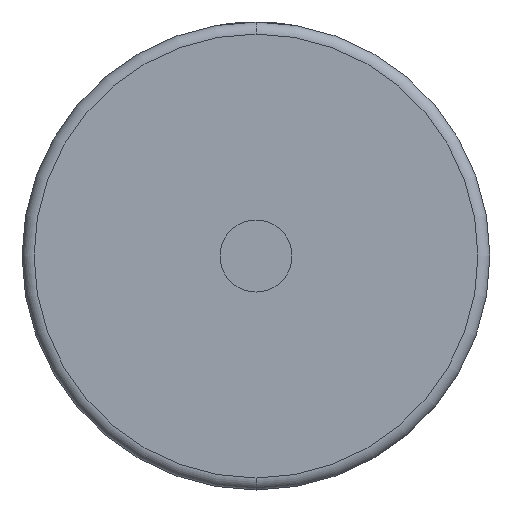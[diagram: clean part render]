
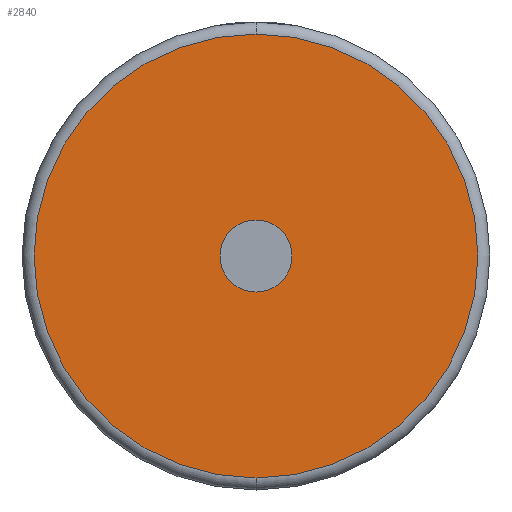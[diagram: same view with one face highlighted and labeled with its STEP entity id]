
A CAD part, front view. The second image highlights one B-rep face of the part: STEP entity #2840.
In plain terms, the highlighted planar face has unit normal (0, -1, 0).
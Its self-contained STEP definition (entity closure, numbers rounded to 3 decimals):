
#35 = DIRECTION ( 'NONE',  ( 0., -1., 0. ) ) ;
#43 = CIRCLE ( 'NONE', #2700, 37. ) ;
#114 = VERTEX_POINT ( 'NONE', #571 ) ;
#161 = CIRCLE ( 'NONE', #1263, 37. ) ;
#411 = CARTESIAN_POINT ( 'NONE',  ( 0., 0., 0. ) ) ;
#420 = VERTEX_POINT ( 'NONE', #903 ) ;
#571 = CARTESIAN_POINT ( 'NONE',  ( 0., 0., 37. ) ) ;
#859 = AXIS2_PLACEMENT_3D ( 'NONE', #1524, #2666, #958 ) ;
#891 = ORIENTED_EDGE ( 'NONE', *, *, #1204, .T. ) ;
#903 = CARTESIAN_POINT ( 'NONE',  ( 0., 0., -6. ) ) ;
#958 = DIRECTION ( 'NONE',  ( 0., 0., 1. ) ) ;
#1079 = AXIS2_PLACEMENT_3D ( 'NONE', #1710, #1936, #3117 ) ;
#1204 = EDGE_CURVE ( 'NONE', #2803, #114, #161, .T. ) ;
#1209 = EDGE_CURVE ( 'NONE', #2932, #420, #2558, .T. ) ;
#1263 = AXIS2_PLACEMENT_3D ( 'NONE', #3081, #1332, #1370 ) ;
#1332 = DIRECTION ( 'NONE',  ( 0., -1., 0. ) ) ;
#1367 = EDGE_LOOP ( 'NONE', ( #1568, #891 ) ) ;
#1370 = DIRECTION ( 'NONE',  ( 0., 0., 1. ) ) ;
#1524 = CARTESIAN_POINT ( 'NONE',  ( 0., 0., 0. ) ) ;
#1568 = ORIENTED_EDGE ( 'NONE', *, *, #1776, .T. ) ;
#1578 = PLANE ( 'NONE',  #1079 ) ;
#1583 = FACE_BOUND ( 'NONE', #2538, .T. ) ;
#1621 = EDGE_CURVE ( 'NONE', #420, #2932, #1755, .T. ) ;
#1710 = CARTESIAN_POINT ( 'NONE',  ( 0., 0., 0. ) ) ;
#1755 = CIRCLE ( 'NONE', #859, 6. ) ;
#1776 = EDGE_CURVE ( 'NONE', #114, #2803, #43, .T. ) ;
#1829 = AXIS2_PLACEMENT_3D ( 'NONE', #411, #2215, #3649 ) ;
#1858 = ORIENTED_EDGE ( 'NONE', *, *, #1621, .F. ) ;
#1936 = DIRECTION ( 'NONE',  ( 0., 1., 0. ) ) ;
#2215 = DIRECTION ( 'NONE',  ( 0., -1., 0. ) ) ;
#2343 = CARTESIAN_POINT ( 'NONE',  ( 0., 0., 0. ) ) ;
#2538 = EDGE_LOOP ( 'NONE', ( #2722, #1858 ) ) ;
#2558 = CIRCLE ( 'NONE', #1829, 6. ) ;
#2620 = DIRECTION ( 'NONE',  ( 0., 0., 1. ) ) ;
#2666 = DIRECTION ( 'NONE',  ( 0., -1., 0. ) ) ;
#2696 = CARTESIAN_POINT ( 'NONE',  ( 0., 0., -37. ) ) ;
#2700 = AXIS2_PLACEMENT_3D ( 'NONE', #2343, #35, #2620 ) ;
#2722 = ORIENTED_EDGE ( 'NONE', *, *, #1209, .F. ) ;
#2803 = VERTEX_POINT ( 'NONE', #2696 ) ;
#2840 = ADVANCED_FACE ( 'NONE', ( #3100, #1583 ), #1578, .F. ) ;
#2932 = VERTEX_POINT ( 'NONE', #3086 ) ;
#3081 = CARTESIAN_POINT ( 'NONE',  ( 0., 0., 0. ) ) ;
#3086 = CARTESIAN_POINT ( 'NONE',  ( 0., 0., 6. ) ) ;
#3100 = FACE_OUTER_BOUND ( 'NONE', #1367, .T. ) ;
#3117 = DIRECTION ( 'NONE',  ( 0., 0., 1. ) ) ;
#3649 = DIRECTION ( 'NONE',  ( 0., 0., 1. ) ) ;
